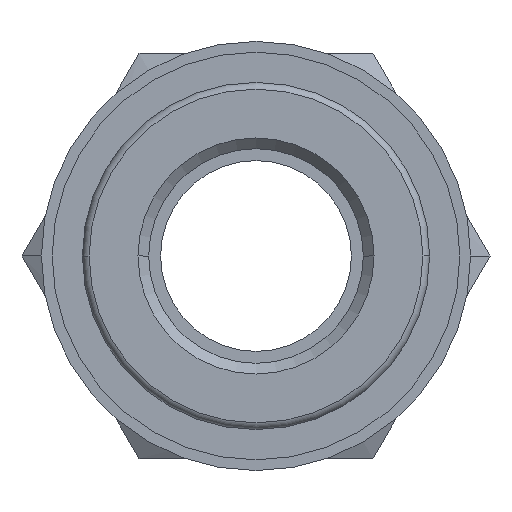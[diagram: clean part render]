
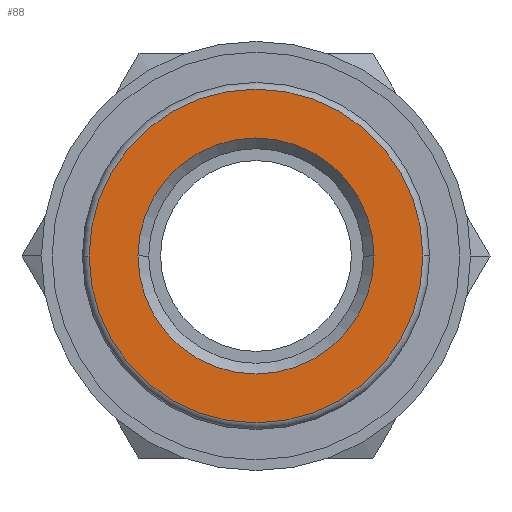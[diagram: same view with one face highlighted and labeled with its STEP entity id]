
A CAD part, front view. The second image highlights one B-rep face of the part: STEP entity #88.
In plain terms, the highlighted planar face has unit normal (0, -1, 0).
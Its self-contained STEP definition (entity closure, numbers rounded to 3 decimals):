
#88=ADVANCED_FACE('',(#230,#231),#232,.T.);
#230=FACE_BOUND('',#433,.T.);
#231=FACE_OUTER_BOUND('',#434,.T.);
#232=PLANE('',#435);
#433=EDGE_LOOP('',(#635,#636));
#434=EDGE_LOOP('',(#637,#638));
#435=AXIS2_PLACEMENT_3D('',#639,#640,#641);
#635=ORIENTED_EDGE('',*,*,#1136,.T.);
#636=ORIENTED_EDGE('',*,*,#1137,.T.);
#637=ORIENTED_EDGE('',*,*,#1138,.T.);
#638=ORIENTED_EDGE('',*,*,#1139,.T.);
#639=CARTESIAN_POINT('',(0.0,0.0,0.0));
#640=DIRECTION('',(0.0,-1.0,0.0));
#641=DIRECTION('',(-1.0,0.0,0.0));
#1136=EDGE_CURVE('',#1330,#1331,#1332,.T.);
#1137=EDGE_CURVE('',#1331,#1330,#1333,.T.);
#1138=EDGE_CURVE('',#1334,#1335,#1336,.T.);
#1139=EDGE_CURVE('',#1335,#1334,#1337,.T.);
#1330=VERTEX_POINT('',#1598);
#1331=VERTEX_POINT('',#1599);
#1332=CIRCLE('',#1600,4.95);
#1333=CIRCLE('',#1601,4.95);
#1334=VERTEX_POINT('',#1602);
#1335=VERTEX_POINT('',#1603);
#1336=CIRCLE('',#1604,7.0);
#1337=CIRCLE('',#1605,7.0);
#1598=CARTESIAN_POINT('',(-4.95,0.0,0.));
#1599=CARTESIAN_POINT('',(4.95,0.0,0.));
#1600=AXIS2_PLACEMENT_3D('',#2160,#2161,#2162);
#1601=AXIS2_PLACEMENT_3D('',#2163,#2164,#2165);
#1602=CARTESIAN_POINT('',(7.0,0.0,0.0));
#1603=CARTESIAN_POINT('',(-7.0,0.0,0.));
#1604=AXIS2_PLACEMENT_3D('',#2166,#2167,#2168);
#1605=AXIS2_PLACEMENT_3D('',#2169,#2170,#2171);
#2160=CARTESIAN_POINT('',(0.0,0.0,0.0));
#2161=DIRECTION('',(-0.0,1.0,0.0));
#2162=DIRECTION('',(1.0,0.0,0.0));
#2163=CARTESIAN_POINT('',(0.0,0.0,0.0));
#2164=DIRECTION('',(-0.0,1.0,0.0));
#2165=DIRECTION('',(1.0,0.0,0.0));
#2166=CARTESIAN_POINT('',(0.0,0.0,0.0));
#2167=DIRECTION('',(0.0,-1.0,0.0));
#2168=DIRECTION('',(1.0,0.0,0.0));
#2169=CARTESIAN_POINT('',(0.0,0.0,0.0));
#2170=DIRECTION('',(0.0,-1.0,0.0));
#2171=DIRECTION('',(1.0,0.0,0.0));
